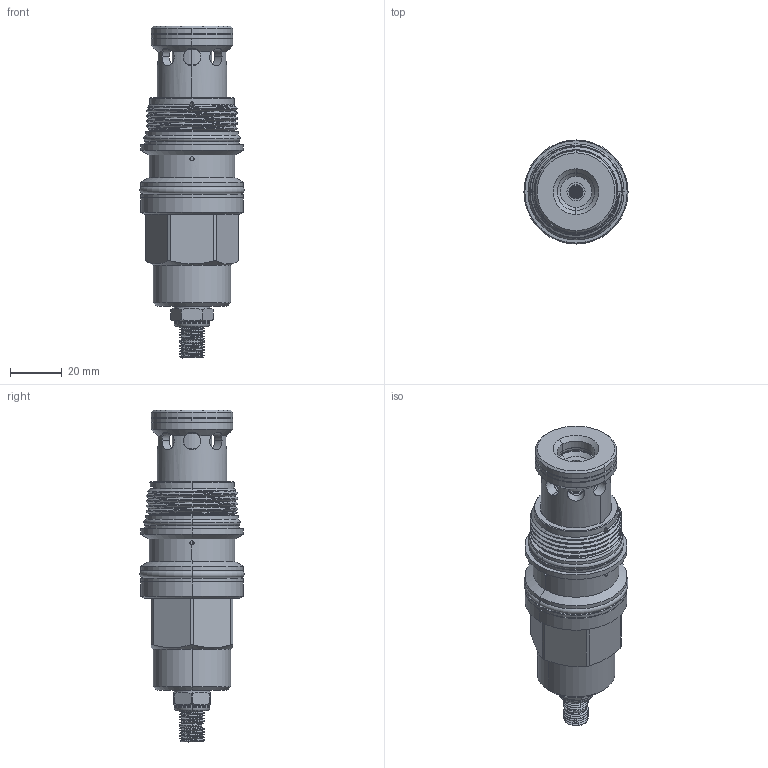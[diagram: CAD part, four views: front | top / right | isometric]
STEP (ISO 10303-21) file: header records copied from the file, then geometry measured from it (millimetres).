
FILE_DESCRIPTION (( 'STEP AP203' ), '1' );
FILE_NAME ('RV17A3G-L.STEP', '2020-03-24T05:54:39', ( '' ), ( '' ), 'SwSTEP 2.0', 'SolidWorks 2018', '' );
FILE_SCHEMA (( 'CONFIG_CONTROL_DESIGN' ));
Products named in the file (1): RV17A3G-L
Bounding box: 40.39 x 40.39 x 128.8 mm (x, y, z)
Volume: 85102.8 mm3; surface area: 29544.5 mm2
Topology: 10 solids, 10 shells, 840 faces, 2319 edges, 1463 vertices
Faces by surface type: cylinder 585, cone 104, plane 75, torus 60, bspline 10, sphere 6
Entity records: 59285 total; most frequent: CARTESIAN_POINT 38865, ORIENTED_EDGE 4626, DIRECTION 3429, EDGE_CURVE 2313, VERTEX_POINT 1463, AXIS2_PLACEMENT_3D 1339, EDGE_LOOP 1242, B_SPLINE_CURVE_WITH_KNOTS 987
